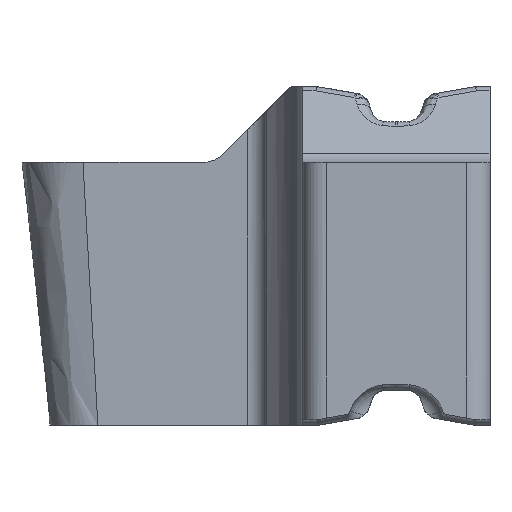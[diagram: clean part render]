
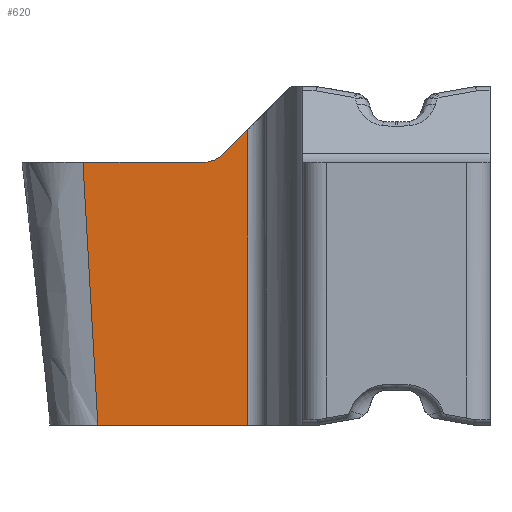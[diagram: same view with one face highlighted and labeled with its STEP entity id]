
A CAD part, front view. The second image highlights one B-rep face of the part: STEP entity #620.
In plain terms, the highlighted planar face has unit normal (0.044, -0.998, -0.044).
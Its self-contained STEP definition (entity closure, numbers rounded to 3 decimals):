
#311=B_SPLINE_CURVE_WITH_KNOTS('',3,(#7054,#7055,#7056,#7057),
 .UNSPECIFIED.,.F.,.F.,(4,4),(0.,1.),.UNSPECIFIED.);
#620=ADVANCED_FACE('',(#873),#671,.F.);
#671=PLANE('',#3646);
#873=FACE_OUTER_BOUND('',#1078,.T.);
#1078=EDGE_LOOP('',(#2097,#2098,#2099,#2100,#2101,#2102));
#1139=ELLIPSE('',#3645,0.501,0.5);
#2097=ORIENTED_EDGE('',*,*,#2901,.T.);
#2098=ORIENTED_EDGE('',*,*,#2902,.T.);
#2099=ORIENTED_EDGE('',*,*,#2562,.F.);
#2100=ORIENTED_EDGE('',*,*,#2903,.T.);
#2101=ORIENTED_EDGE('',*,*,#2904,.T.);
#2102=ORIENTED_EDGE('',*,*,#2905,.T.);
#2235=VERTEX_POINT('',#4868);
#2236=VERTEX_POINT('',#4869);
#2413=VERTEX_POINT('',#7052);
#2414=VERTEX_POINT('',#7053);
#2415=VERTEX_POINT('',#7059);
#2416=VERTEX_POINT('',#7061);
#2562=EDGE_CURVE('',#2235,#2236,#2981,.T.);
#2901=EDGE_CURVE('',#2413,#2414,#3092,.T.);
#2902=EDGE_CURVE('',#2414,#2236,#311,.T.);
#2903=EDGE_CURVE('',#2235,#2415,#3093,.T.);
#2904=EDGE_CURVE('',#2415,#2416,#3094,.T.);
#2905=EDGE_CURVE('',#2416,#2413,#1139,.T.);
#2981=LINE('',#4867,#3168);
#3092=LINE('',#7051,#3279);
#3093=LINE('',#7058,#3280);
#3094=LINE('',#7060,#3281);
#3168=VECTOR('',#3921,1.);
#3279=VECTOR('',#4450,1.);
#3280=VECTOR('',#4451,1.);
#3281=VECTOR('',#4452,1.);
#3645=AXIS2_PLACEMENT_3D('',#7062,#4453,#4454);
#3646=AXIS2_PLACEMENT_3D('',#7063,#4455,#4456);
#3921=DIRECTION('',(-0.999,-0.044,0.));
#4450=DIRECTION('',(-0.999,-0.044,0.));
#4451=DIRECTION('',(0.,-0.044,0.999));
#4452=DIRECTION('',(-0.707,0.,-0.707));
#4453=DIRECTION('',(-0.044,0.998,0.044));
#4454=DIRECTION('',(0.705,0.062,-0.706));
#4455=DIRECTION('',(-0.044,0.998,0.044));
#4456=DIRECTION('',(0.,-0.044,0.999));
#4867=CARTESIAN_POINT('',(-2.457,11.224,-4.495));
#4868=CARTESIAN_POINT('',(-2.538,11.22,-4.495));
#4869=CARTESIAN_POINT('',(-5.101,11.109,-4.495));
#7051=CARTESIAN_POINT('',(-5.107,10.912,0.));
#7052=CARTESIAN_POINT('',(-3.303,10.991,0.));
#7053=CARTESIAN_POINT('',(-5.356,10.901,0.));
#7054=CARTESIAN_POINT('',(-5.356,10.901,0.));
#7055=CARTESIAN_POINT('',(-5.271,10.97,-1.498));
#7056=CARTESIAN_POINT('',(-5.186,11.039,-2.997));
#7057=CARTESIAN_POINT('',(-5.101,11.109,-4.495));
#7058=CARTESIAN_POINT('',(-2.538,10.967,1.295));
#7059=CARTESIAN_POINT('',(-2.538,11.,0.557));
#7060=CARTESIAN_POINT('',(-4.101,11.,-1.006));
#7061=CARTESIAN_POINT('',(-2.949,11.,0.146));
#7062=CARTESIAN_POINT('',(-3.303,10.969,0.5));
#7063=CARTESIAN_POINT('',(-5.107,10.912,0.));
